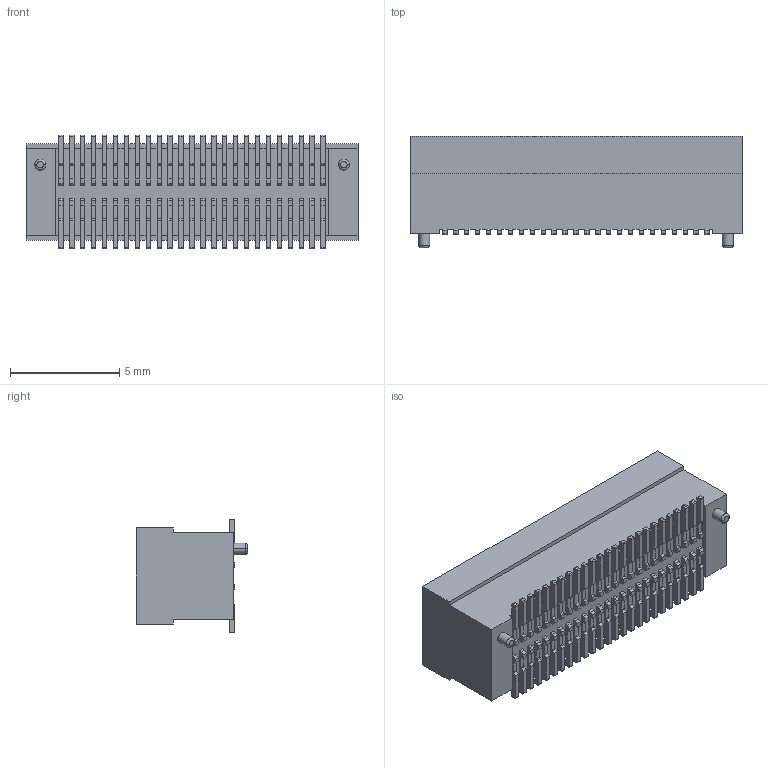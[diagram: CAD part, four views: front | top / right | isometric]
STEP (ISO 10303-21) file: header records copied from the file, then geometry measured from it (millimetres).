
FILE_DESCRIPTION((''),'2;1');
FILE_NAME('FBB05002-F50-H40_REF','2025-08-12T18:45:32',('gongchengVV'),(''),'CREO PARAMETRIC BY PTC INC, 2020033','CREO PARAMETRIC BY PTC INC, 2020033','');
FILE_SCHEMA(('CONFIG_CONTROL_DESIGN'));
Length unit declared in the file: millimetre
Products named in the file (1): FBB05002-F50-H40_REF
Bounding box: 15.2 x 5.1 x 5.2 mm (x, y, z)
Volume: 224.5 mm3; surface area: 515.9 mm2
Topology: 1 solids, 1 shells, 734 faces, 2088 edges, 1360 vertices
Faces by surface type: plane 626, cylinder 104, torus 4
Entity records: 23486 total; most frequent: CARTESIAN_POINT 4182, ORIENTED_EDGE 4176, DIRECTION 3780, EDGE_CURVE 2088, VECTOR 1864, LINE 1864, VERTEX_POINT 1360, AXIS2_PLACEMENT_3D 958
